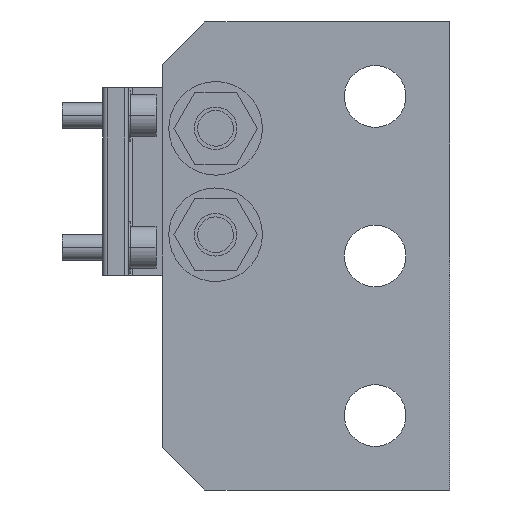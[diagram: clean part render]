
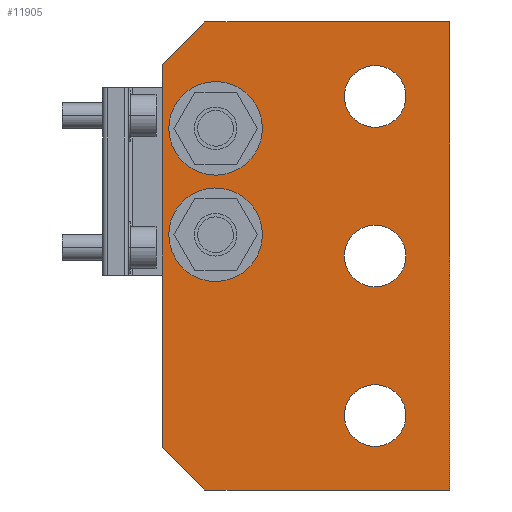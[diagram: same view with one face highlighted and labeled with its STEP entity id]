
A CAD part, left-side view. The second image highlights one B-rep face of the part: STEP entity #11905.
In plain terms, the highlighted planar face has unit normal (-1, 0, 0).
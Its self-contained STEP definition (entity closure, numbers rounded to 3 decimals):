
#11474=AXIS2_PLACEMENT_3D('Circle Axis2P3D',#11472,#11473,$) ;
#11500=AXIS2_PLACEMENT_3D('Circle Axis2P3D',#11498,#11499,$) ;
#11531=AXIS2_PLACEMENT_3D('Circle Axis2P3D',#11529,#11530,$) ;
#11557=AXIS2_PLACEMENT_3D('Circle Axis2P3D',#11555,#11556,$) ;
#11588=AXIS2_PLACEMENT_3D('Circle Axis2P3D',#11586,#11587,$) ;
#11614=AXIS2_PLACEMENT_3D('Circle Axis2P3D',#11612,#11613,$) ;
#11645=AXIS2_PLACEMENT_3D('Circle Axis2P3D',#11643,#11644,$) ;
#11671=AXIS2_PLACEMENT_3D('Circle Axis2P3D',#11669,#11670,$) ;
#11702=AXIS2_PLACEMENT_3D('Circle Axis2P3D',#11700,#11701,$) ;
#11728=AXIS2_PLACEMENT_3D('Circle Axis2P3D',#11726,#11727,$) ;
#11870=AXIS2_PLACEMENT_3D('Plane Axis2P3D',#11867,#11868,#11869) ;
#11436=CARTESIAN_POINT('Vertex',(-87.5,-173.5,271.5)) ;
#11439=CARTESIAN_POINT('Line Origine',(-87.5,-173.5,216.5)) ;
#11443=CARTESIAN_POINT('Vertex',(-87.5,-173.5,161.5)) ;
#11467=CARTESIAN_POINT('Vertex',(-87.5,-163.25,179.)) ;
#11472=CARTESIAN_POINT('Axis2P3D Location',(-87.5,-156.,179.)) ;
#11476=CARTESIAN_POINT('Vertex',(-87.5,-148.75,179.)) ;
#11498=CARTESIAN_POINT('Axis2P3D Location',(-87.5,-156.,179.)) ;
#11524=CARTESIAN_POINT('Vertex',(-87.5,-123.75,221.5)) ;
#11529=CARTESIAN_POINT('Axis2P3D Location',(-87.5,-118.5,221.5)) ;
#11533=CARTESIAN_POINT('Vertex',(-87.5,-113.25,221.5)) ;
#11555=CARTESIAN_POINT('Axis2P3D Location',(-87.5,-118.5,221.5)) ;
#11581=CARTESIAN_POINT('Vertex',(-87.5,-163.25,216.5)) ;
#11586=CARTESIAN_POINT('Axis2P3D Location',(-87.5,-156.,216.5)) ;
#11590=CARTESIAN_POINT('Vertex',(-87.5,-148.75,216.5)) ;
#11612=CARTESIAN_POINT('Axis2P3D Location',(-87.5,-156.,216.5)) ;
#11638=CARTESIAN_POINT('Vertex',(-87.5,-163.25,254.)) ;
#11643=CARTESIAN_POINT('Axis2P3D Location',(-87.5,-156.,254.)) ;
#11647=CARTESIAN_POINT('Vertex',(-87.5,-148.75,254.)) ;
#11669=CARTESIAN_POINT('Axis2P3D Location',(-87.5,-156.,254.)) ;
#11695=CARTESIAN_POINT('Vertex',(-87.5,-123.75,246.5)) ;
#11700=CARTESIAN_POINT('Axis2P3D Location',(-87.5,-118.5,246.5)) ;
#11704=CARTESIAN_POINT('Vertex',(-87.5,-113.25,246.5)) ;
#11726=CARTESIAN_POINT('Axis2P3D Location',(-87.5,-118.5,246.5)) ;
#11755=CARTESIAN_POINT('Line Origine',(-87.5,-144.75,161.5)) ;
#11759=CARTESIAN_POINT('Vertex',(-87.5,-116.,161.5)) ;
#11786=CARTESIAN_POINT('Line Origine',(-87.5,-111.,166.5)) ;
#11790=CARTESIAN_POINT('Vertex',(-87.5,-106.,171.5)) ;
#11810=CARTESIAN_POINT('Line Origine',(-87.5,-144.75,271.5)) ;
#11814=CARTESIAN_POINT('Vertex',(-87.5,-116.,271.5)) ;
#11848=CARTESIAN_POINT('Line Origine',(-87.5,-106.,216.5)) ;
#11852=CARTESIAN_POINT('Vertex',(-87.5,-106.,261.5)) ;
#11867=CARTESIAN_POINT('Axis2P3D Location',(-87.5,-173.5,271.5)) ;
#11872=CARTESIAN_POINT('Line Origine',(-87.5,-111.,266.5)) ;
#11440=DIRECTION('Vector Direction',(0.,0.,-1.)) ;
#11473=DIRECTION('Axis2P3D Direction',(-1.,0.,0.)) ;
#11499=DIRECTION('Axis2P3D Direction',(-1.,0.,0.)) ;
#11530=DIRECTION('Axis2P3D Direction',(-1.,0.,0.)) ;
#11556=DIRECTION('Axis2P3D Direction',(-1.,0.,0.)) ;
#11587=DIRECTION('Axis2P3D Direction',(-1.,0.,0.)) ;
#11613=DIRECTION('Axis2P3D Direction',(-1.,0.,0.)) ;
#11644=DIRECTION('Axis2P3D Direction',(-1.,0.,0.)) ;
#11670=DIRECTION('Axis2P3D Direction',(-1.,0.,0.)) ;
#11701=DIRECTION('Axis2P3D Direction',(-1.,0.,0.)) ;
#11727=DIRECTION('Axis2P3D Direction',(-1.,0.,0.)) ;
#11756=DIRECTION('Vector Direction',(0.,1.,0.)) ;
#11787=DIRECTION('Vector Direction',(0.,0.707,0.707)) ;
#11811=DIRECTION('Vector Direction',(0.,-1.,0.)) ;
#11849=DIRECTION('Vector Direction',(0.,0.,1.)) ;
#11868=DIRECTION('Axis2P3D Direction',(-1.,0.,0.)) ;
#11869=DIRECTION('Axis2P3D XDirection',(0.,1.,0.)) ;
#11873=DIRECTION('Vector Direction',(0.,-0.707,0.707)) ;
#11441=VECTOR('Line Direction',#11440,1.) ;
#11757=VECTOR('Line Direction',#11756,1.) ;
#11788=VECTOR('Line Direction',#11787,1.) ;
#11812=VECTOR('Line Direction',#11811,1.) ;
#11850=VECTOR('Line Direction',#11849,1.) ;
#11874=VECTOR('Line Direction',#11873,1.) ;
#11878=ORIENTED_EDGE('',*,*,#11854,.T.) ;
#11879=ORIENTED_EDGE('',*,*,#11792,.T.) ;
#11880=ORIENTED_EDGE('',*,*,#11761,.T.) ;
#11881=ORIENTED_EDGE('',*,*,#11445,.T.) ;
#11882=ORIENTED_EDGE('',*,*,#11816,.T.) ;
#11883=ORIENTED_EDGE('',*,*,#11876,.T.) ;
#11886=ORIENTED_EDGE('',*,*,#11478,.F.) ;
#11887=ORIENTED_EDGE('',*,*,#11502,.F.) ;
#11890=ORIENTED_EDGE('',*,*,#11535,.F.) ;
#11891=ORIENTED_EDGE('',*,*,#11559,.F.) ;
#11894=ORIENTED_EDGE('',*,*,#11592,.F.) ;
#11895=ORIENTED_EDGE('',*,*,#11616,.F.) ;
#11898=ORIENTED_EDGE('',*,*,#11649,.F.) ;
#11899=ORIENTED_EDGE('',*,*,#11673,.F.) ;
#11902=ORIENTED_EDGE('',*,*,#11706,.F.) ;
#11903=ORIENTED_EDGE('',*,*,#11730,.F.) ;
#11888=FACE_BOUND('',#11885,.T.) ;
#11892=FACE_BOUND('',#11889,.T.) ;
#11896=FACE_BOUND('',#11893,.T.) ;
#11900=FACE_BOUND('',#11897,.T.) ;
#11904=FACE_BOUND('',#11901,.T.) ;
#11905=ADVANCED_FACE('RA7514001_1PA_001_01_TERMINALE_POSTERIORE_PER_CAVO',(#11884,#11888,#11892,#11896,#11900,#11904),#11871,.T.) ;
#11475=CIRCLE('generated circle',#11474,7.25) ;
#11501=CIRCLE('generated circle',#11500,7.25) ;
#11532=CIRCLE('generated circle',#11531,5.25) ;
#11558=CIRCLE('generated circle',#11557,5.25) ;
#11589=CIRCLE('generated circle',#11588,7.25) ;
#11615=CIRCLE('generated circle',#11614,7.25) ;
#11646=CIRCLE('generated circle',#11645,7.25) ;
#11672=CIRCLE('generated circle',#11671,7.25) ;
#11703=CIRCLE('generated circle',#11702,5.25) ;
#11729=CIRCLE('generated circle',#11728,5.25) ;
#11445=EDGE_CURVE('',#11444,#11437,#11442,.F.) ;
#11478=EDGE_CURVE('',#11468,#11477,#11475,.T.) ;
#11502=EDGE_CURVE('',#11477,#11468,#11501,.T.) ;
#11535=EDGE_CURVE('',#11525,#11534,#11532,.T.) ;
#11559=EDGE_CURVE('',#11534,#11525,#11558,.T.) ;
#11592=EDGE_CURVE('',#11582,#11591,#11589,.T.) ;
#11616=EDGE_CURVE('',#11591,#11582,#11615,.T.) ;
#11649=EDGE_CURVE('',#11639,#11648,#11646,.T.) ;
#11673=EDGE_CURVE('',#11648,#11639,#11672,.T.) ;
#11706=EDGE_CURVE('',#11696,#11705,#11703,.T.) ;
#11730=EDGE_CURVE('',#11705,#11696,#11729,.T.) ;
#11761=EDGE_CURVE('',#11760,#11444,#11758,.F.) ;
#11792=EDGE_CURVE('',#11791,#11760,#11789,.F.) ;
#11816=EDGE_CURVE('',#11437,#11815,#11813,.F.) ;
#11854=EDGE_CURVE('',#11853,#11791,#11851,.F.) ;
#11876=EDGE_CURVE('',#11815,#11853,#11875,.F.) ;
#11877=EDGE_LOOP('',(#11878,#11879,#11880,#11881,#11882,#11883)) ;
#11885=EDGE_LOOP('',(#11886,#11887)) ;
#11889=EDGE_LOOP('',(#11890,#11891)) ;
#11893=EDGE_LOOP('',(#11894,#11895)) ;
#11897=EDGE_LOOP('',(#11898,#11899)) ;
#11901=EDGE_LOOP('',(#11902,#11903)) ;
#11884=FACE_OUTER_BOUND('',#11877,.T.) ;
#11442=LINE('Line',#11439,#11441) ;
#11758=LINE('Line',#11755,#11757) ;
#11789=LINE('Line',#11786,#11788) ;
#11813=LINE('Line',#11810,#11812) ;
#11851=LINE('Line',#11848,#11850) ;
#11875=LINE('Line',#11872,#11874) ;
#11871=PLANE('',#11870) ;
#11437=VERTEX_POINT('',#11436) ;
#11444=VERTEX_POINT('',#11443) ;
#11468=VERTEX_POINT('',#11467) ;
#11477=VERTEX_POINT('',#11476) ;
#11525=VERTEX_POINT('',#11524) ;
#11534=VERTEX_POINT('',#11533) ;
#11582=VERTEX_POINT('',#11581) ;
#11591=VERTEX_POINT('',#11590) ;
#11639=VERTEX_POINT('',#11638) ;
#11648=VERTEX_POINT('',#11647) ;
#11696=VERTEX_POINT('',#11695) ;
#11705=VERTEX_POINT('',#11704) ;
#11760=VERTEX_POINT('',#11759) ;
#11791=VERTEX_POINT('',#11790) ;
#11815=VERTEX_POINT('',#11814) ;
#11853=VERTEX_POINT('',#11852) ;
